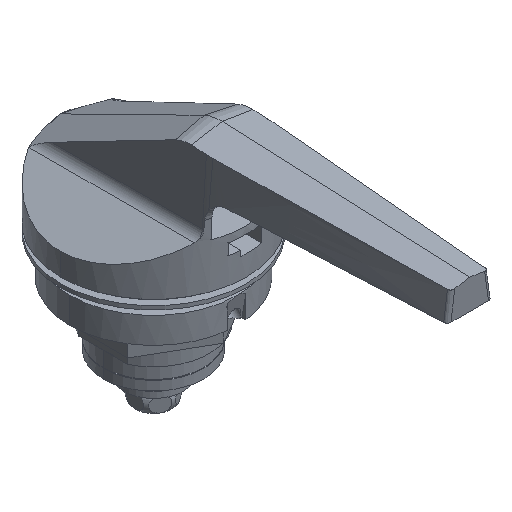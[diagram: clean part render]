
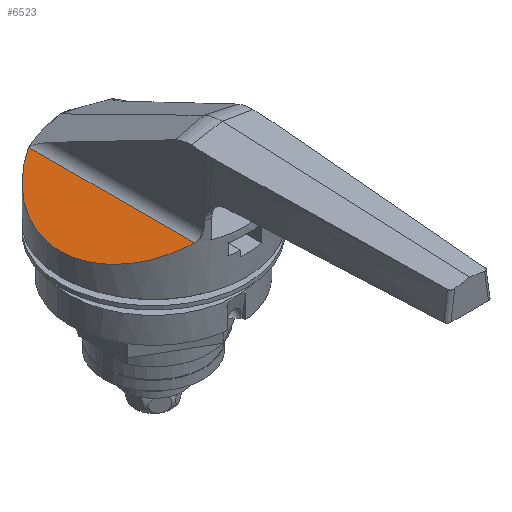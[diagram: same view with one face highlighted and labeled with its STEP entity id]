
A CAD part, isometric view. The second image highlights one B-rep face of the part: STEP entity #6523.
In plain terms, the highlighted planar face has unit normal (-0.416, 0, 0.909).
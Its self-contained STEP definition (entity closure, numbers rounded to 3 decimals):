
#640 = CARTESIAN_POINT ( 'NONE',  ( -11.307, 22.227, 12.265 ) ) ;
#647 = CARTESIAN_POINT ( 'NONE',  ( -11.307, -22.297, 12.265 ) ) ;
#1122 = LINE ( 'NONE', #1123, #8214 ) ;
#1123 = CARTESIAN_POINT ( 'NONE',  ( -11.307, 21.339, 12.265 ) ) ;
#1124 = DIRECTION ( 'NONE',  ( 0., 1., 0. ) ) ;
#2331 = PLANE ( 'NONE',  #6657 ) ;
#2332 = CARTESIAN_POINT ( 'NONE',  ( -9.702, 26.676, 13. ) ) ;
#2333 = DIRECTION ( 'NONE',  ( -0.416, 0., 0.909 ) ) ;
#2334 = DIRECTION ( 'NONE',  ( 0.909, 0., 0.416 ) ) ;
#2934 = VERTEX_POINT ( 'NONE', #7781 ) ;
#2935 = VERTEX_POINT ( 'NONE', #7782 ) ;
#3086 = ORIENTED_EDGE ( 'NONE', *, *, #3810, .T. ) ;
#3087 = ORIENTED_EDGE ( 'NONE', *, *, #3754, .T. ) ;
#3088 = ORIENTED_EDGE ( 'NONE', *, *, #6336, .T. ) ;
#3090 = ORIENTED_EDGE ( 'NONE', *, *, #8346, .T. ) ;
#3754 = EDGE_CURVE ( 'NONE', #2934, #7329, #5032, .T. ) ;
#3810 = EDGE_CURVE ( 'NONE', #2935, #2934, #5041, .T. ) ;
#4340 = CARTESIAN_POINT ( 'NONE',  ( -25., 0., 6. ) ) ;
#4341 = CARTESIAN_POINT ( 'NONE',  ( -25., -9.676, 6. ) ) ;
#4342 = CARTESIAN_POINT ( 'NONE',  ( -19.937, -17.92, 8.317 ) ) ;
#4343 = CARTESIAN_POINT ( 'NONE',  ( -11.307, -22.297, 12.265 ) ) ;
#4602 = LINE ( 'NONE', #4603, #6883 ) ;
#4603 = CARTESIAN_POINT ( 'NONE',  ( 11.131, 9.813, 22.533 ) ) ;
#4604 = DIRECTION ( 'NONE',  ( -0.812, 0.449, -0.372 ) ) ;
#5032 =( BOUNDED_CURVE ( )  B_SPLINE_CURVE ( 3, ( #4340, #4341, #4342, #4343 ),
 .UNSPECIFIED., .F., .F. ) 
 B_SPLINE_CURVE_WITH_KNOTS ( ( 4, 4 ),
 ( 0., 1.101 ),
 .UNSPECIFIED. ) 
 CURVE ( )  GEOMETRIC_REPRESENTATION_ITEM ( )  RATIONAL_B_SPLINE_CURVE ( ( 1., 0.901, 0.901, 1. ) ) 
 REPRESENTATION_ITEM ( '' )  );
#5041 =( BOUNDED_CURVE ( )  B_SPLINE_CURVE ( 3, ( #9088, #9089, #9090, #9091 ),
 .UNSPECIFIED., .F., .F. ) 
 B_SPLINE_CURVE_WITH_KNOTS ( ( 4, 4 ),
 ( 5.185, 6.283 ),
 .UNSPECIFIED. ) 
 CURVE ( )  GEOMETRIC_REPRESENTATION_ITEM ( )  RATIONAL_B_SPLINE_CURVE ( ( 1., 0.902, 0.902, 1. ) ) 
 REPRESENTATION_ITEM ( '' )  );
#6336 = EDGE_CURVE ( 'NONE', #7329, #7322, #1122, .T. ) ;
#6523 = ADVANCED_FACE ( 'NONE', ( #6655 ), #2331, .T. ) ;
#6655 = FACE_OUTER_BOUND ( 'NONE', #7626, .T. ) ;
#6657 = AXIS2_PLACEMENT_3D ( 'NONE', #2332, #2333, #2334 ) ;
#6883 = VECTOR ( 'NONE', #4604, 1000. ) ;
#7322 = VERTEX_POINT ( 'NONE', #640 ) ;
#7329 = VERTEX_POINT ( 'NONE', #647 ) ;
#7626 = EDGE_LOOP ( 'NONE', ( #3086, #3087, #3088, #3090 ) ) ;
#7781 = CARTESIAN_POINT ( 'NONE',  ( -25., 0., 6. ) ) ;
#7782 = CARTESIAN_POINT ( 'NONE',  ( -11.373, 22.263, 12.236 ) ) ;
#8214 = VECTOR ( 'NONE', #1124, 1000. ) ;
#8346 = EDGE_CURVE ( 'NONE', #7322, #2935, #4602, .T. ) ;
#9088 = CARTESIAN_POINT ( 'NONE',  ( -11.373, 22.263, 12.236 ) ) ;
#9089 = CARTESIAN_POINT ( 'NONE',  ( -19.964, 17.875, 8.304 ) ) ;
#9090 = CARTESIAN_POINT ( 'NONE',  ( -25., 9.647, 6. ) ) ;
#9091 = CARTESIAN_POINT ( 'NONE',  ( -25., 0., 6. ) ) ;
